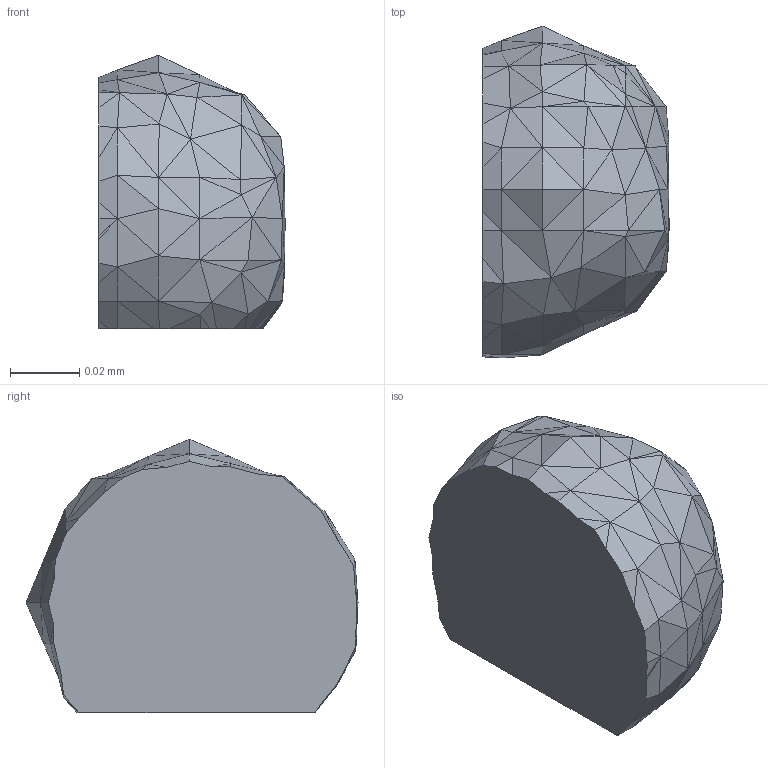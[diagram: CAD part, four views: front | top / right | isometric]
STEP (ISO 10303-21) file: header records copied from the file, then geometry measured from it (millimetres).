
FILE_DESCRIPTION(('FreeCAD Model'),'2;1');
FILE_NAME('Particle3.step','2020-11-10T02:01:32',( 'FreeCAD'),('FreeCAD'),'Open CASCADE STEP processor 7.4','FreeCAD', 'Unknown');
FILE_SCHEMA(('AUTOMOTIVE_DESIGN { 1 0 10303 214 1 1 1 1 }'));
Length unit declared in the file: millimetre
Products named in the file (1): Open CASCADE STEP translator 7.4 6
Bounding box: 0.05 x 0.1 x 0.08 mm (x, y, z)
Volume: 0 mm3; surface area: 0 mm2
Topology: 1 solids, 1 shells, 219 faces, 372 edges, 155 vertices
Faces by surface type: plane 219
Entity records: 9089 total; most frequent: CARTESIAN_POINT 1922, DIRECTION 1125, ORIENTED_EDGE 744, PCURVE 744, DEFINITIONAL_REPRESENTATION 744, LINE 685, VECTOR 685, B_SPLINE_CURVE_WITH_KNOTS 431
